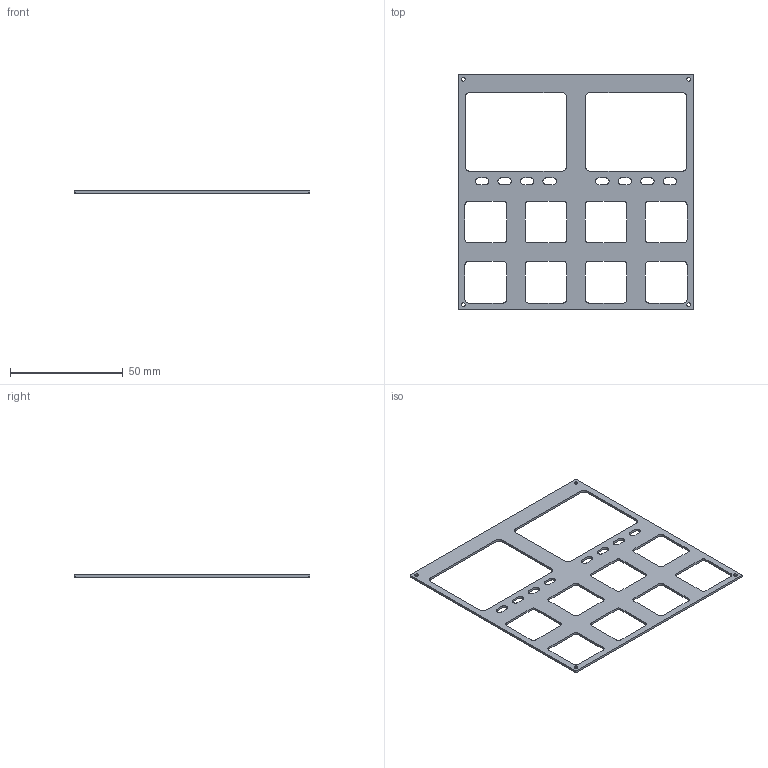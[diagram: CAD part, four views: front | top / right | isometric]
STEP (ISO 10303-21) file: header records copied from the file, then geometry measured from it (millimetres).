
FILE_DESCRIPTION(('KiCad electronic assembly'),'2;1');
FILE_NAME('PCBA-VSN2-FRONTPANEL-3D.step','2024-12-23T11:23:42',('Pcbnew' ),('Kicad'),'Open CASCADE STEP processor 7.6', 'KiCad to STEP converter','Unknown');
FILE_SCHEMA(('AUTOMOTIVE_DESIGN { 1 0 10303 214 1 1 1 1 }'));
Length unit declared in the file: millimetre
Products named in the file (2): PCBA-VSN2-FRONTPANEL-3D 1; PCBA-VSN2-FRONTPANEL_PCB
Assembly tree (1 placements, depth 2):
  PCBA-VSN2-FRONTPANEL-3D 1
    PCBA-VSN2-FRONTPANEL_PCB
Bounding box: 104.35 x 104.35 x 1 mm (x, y, z)
Volume: 4903 mm3; surface area: 11251.8 mm2
Topology: 1 solids, 1 shells, 142 faces, 420 edges, 280 vertices
Faces by surface type: cylinder 80, plane 62
Full cylindrical faces by diameter (mm): 1.75 x4
Entity records: 4929 total; most frequent: DIRECTION 868, CARTESIAN_POINT 844, ORIENTED_EDGE 840, EDGE_CURVE 420, AXIS2_PLACEMENT_3D 304, VERTEX_POINT 280, LINE 260, VECTOR 260
